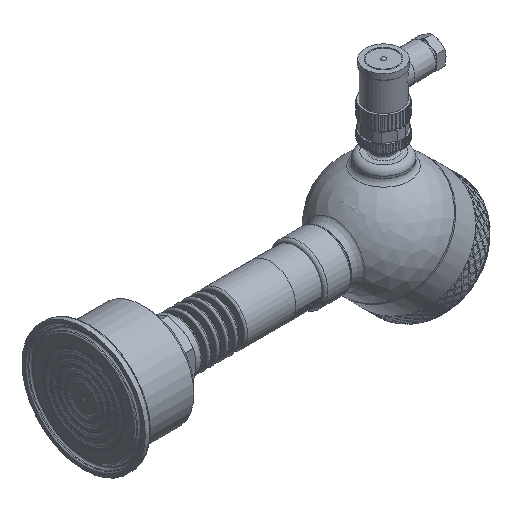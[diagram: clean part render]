
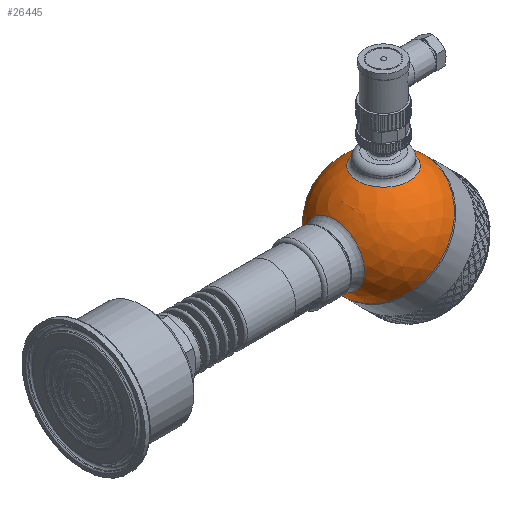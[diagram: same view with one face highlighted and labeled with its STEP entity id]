
A CAD part, isometric view. The second image highlights one B-rep face of the part: STEP entity #26445.
In plain terms, the highlighted spherical face has radius 30 mm.
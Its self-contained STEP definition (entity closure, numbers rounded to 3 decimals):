
#40=SPHERICAL_SURFACE('',#28169,30.);
#1048=FACE_BOUND('',#3737,.T.);
#1049=FACE_BOUND('',#3738,.T.);
#1997=FACE_OUTER_BOUND('',#3736,.T.);
#3736=EDGE_LOOP('',(#19446,#19447,#19448,#19449));
#3737=EDGE_LOOP('',(#19450));
#3738=EDGE_LOOP('',(#19451));
#5422=CIRCLE('',#28166,15.643);
#5425=CIRCLE('',#28170,30.);
#5426=CIRCLE('',#28171,30.);
#5427=CIRCLE('',#28172,30.);
#5428=CIRCLE('',#28173,13.5);
#10877=VERTEX_POINT('',#50753);
#10879=VERTEX_POINT('',#50759);
#10880=VERTEX_POINT('',#50760);
#10881=VERTEX_POINT('',#50762);
#10882=VERTEX_POINT('',#50765);
#14067=EDGE_CURVE('',#10877,#10877,#5422,.T.);
#14070=EDGE_CURVE('',#10879,#10880,#5425,.T.);
#14071=EDGE_CURVE('',#10879,#10881,#5426,.T.);
#14072=EDGE_CURVE('',#10880,#10879,#5427,.T.);
#14073=EDGE_CURVE('',#10882,#10882,#5428,.T.);
#19446=ORIENTED_EDGE('',*,*,#14070,.F.);
#19447=ORIENTED_EDGE('',*,*,#14071,.T.);
#19448=ORIENTED_EDGE('',*,*,#14071,.F.);
#19449=ORIENTED_EDGE('',*,*,#14072,.F.);
#19450=ORIENTED_EDGE('',*,*,#14067,.F.);
#19451=ORIENTED_EDGE('',*,*,#14073,.F.);
#26445=ADVANCED_FACE('',(#1997,#1048,#1049),#40,.T.);
#28166=AXIS2_PLACEMENT_3D('',#50754,#30598,#30599);
#28169=AXIS2_PLACEMENT_3D('',#50758,#30604,#30605);
#28170=AXIS2_PLACEMENT_3D('',#50761,#30606,#30607);
#28171=AXIS2_PLACEMENT_3D('',#50763,#30608,#30609);
#28172=AXIS2_PLACEMENT_3D('',#50764,#30610,#30611);
#28173=AXIS2_PLACEMENT_3D('',#50766,#30612,#30613);
#30598=DIRECTION('center_axis',(-0.707,0.,0.707));
#30599=DIRECTION('ref_axis',(0.707,0.,0.707));
#30604=DIRECTION('center_axis',(1.,0.,0.));
#30605=DIRECTION('ref_axis',(0.,-1.,0.));
#30606=DIRECTION('center_axis',(1.,0.,0.));
#30607=DIRECTION('ref_axis',(0.,1.,0.));
#30608=DIRECTION('center_axis',(0.,0.,1.));
#30609=DIRECTION('ref_axis',(0.,1.,0.));
#30610=DIRECTION('center_axis',(1.,0.,0.));
#30611=DIRECTION('ref_axis',(0.,1.,0.));
#30612=DIRECTION('center_axis',(-0.707,0.,-0.707));
#30613=DIRECTION('ref_axis',(-0.707,0.,0.707));
#50753=CARTESIAN_POINT('',(-29.162,0.,7.04));
#50754=CARTESIAN_POINT('Origin',(-18.101,0.,18.101));
#50758=CARTESIAN_POINT('Origin',(0.,0.,0.));
#50759=CARTESIAN_POINT('',(0.,30.,0.));
#50760=CARTESIAN_POINT('',(0.,-30.,0.));
#50761=CARTESIAN_POINT('Origin',(0.,0.,0.));
#50762=CARTESIAN_POINT('',(-30.,0.,0.));
#50763=CARTESIAN_POINT('Origin',(0.,0.,0.));
#50764=CARTESIAN_POINT('Origin',(0.,0.,0.));
#50765=CARTESIAN_POINT('',(-9.398,0.,-28.49));
#50766=CARTESIAN_POINT('Origin',(-18.944,0.,-18.944));
